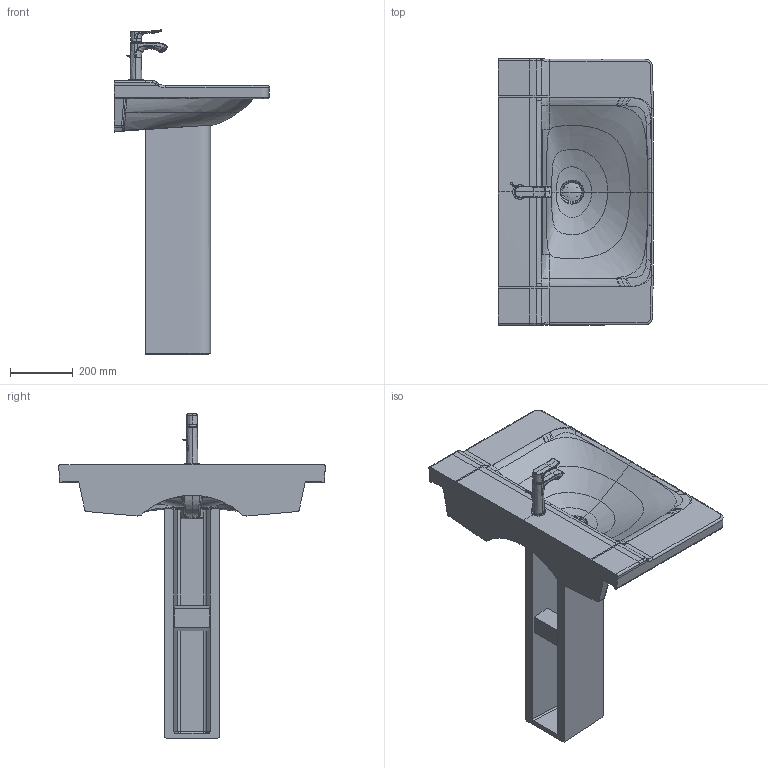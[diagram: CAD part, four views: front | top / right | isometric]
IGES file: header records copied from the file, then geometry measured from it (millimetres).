
Global section: file name: No Iges File Name specified; native system: Autodesk Inventor 2011; preprocessor: AutoDesk Inventor Iges Exporter R2011; author: Administrator; date: 20150714.155913; units: millimetre
Bounding box: 494.73 x 849.88 x 1034.6 mm (x, y, z)
Volume: 28745263.8 mm3; surface area: 2183653.4 mm2
Topology: 12 solids, 12 shells, 1525 faces, 4283 edges, 2777 vertices
Faces by surface type: plane 524, bspline 498, cylinder 283, revolution 120, cone 56, torus 44
